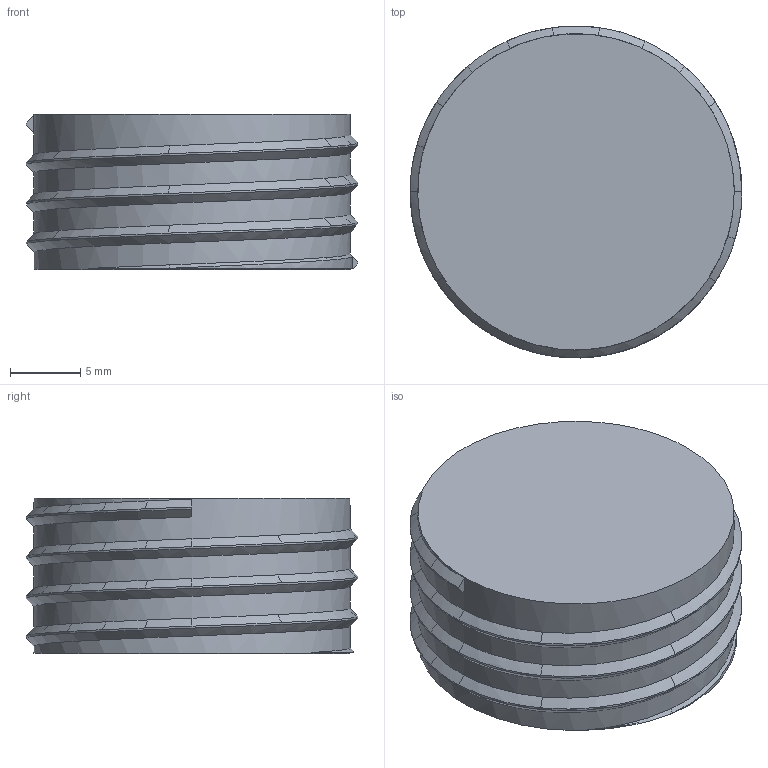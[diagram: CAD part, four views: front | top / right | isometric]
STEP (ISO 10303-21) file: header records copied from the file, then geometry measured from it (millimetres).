
FILE_DESCRIPTION(('HOOPS Exchange Step'),'2;1');
FILE_NAME('temp_export','2024-03-10T15:02:33-07:00',('mobile'),('Shapr3D Limited'),'HOOPS Exchange 2023.2','Shapr3D','Authorized');
FILE_SCHEMA( ('AUTOMOTIVE_DESIGN { 1 0 10303 214 1 1 1 1 }') );
Length unit declared in the file: millimetre
Products named in the file (1): root
Bounding box: 23.65 x 23.65 x 11.1 mm (x, y, z)
Volume: 4539.2 mm3; surface area: 1716.4 mm2
Topology: 1 solids, 1 shells, 72 faces, 208 edges, 138 vertices
Faces by surface type: bspline 62, plane 5, extrusion 4, cylinder 1
Entity records: 14132 total; most frequent: CARTESIAN_POINT 12725, ORIENTED_EDGE 416, EDGE_CURVE 208, VERTEX_POINT 138, B_SPLINE_CURVE_WITH_KNOTS 131, DIRECTION 89, VECTOR 73, EDGE_LOOP 72
